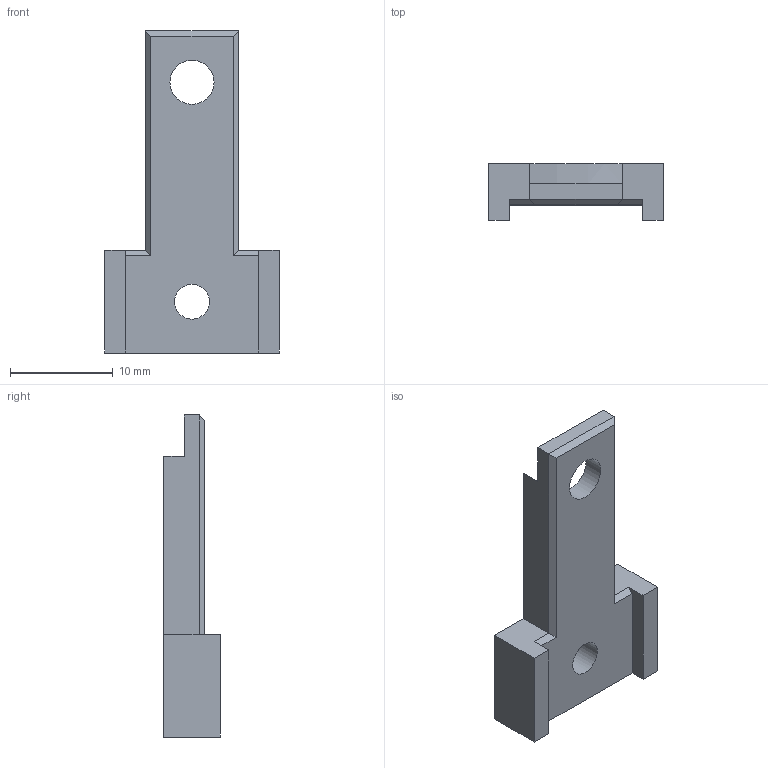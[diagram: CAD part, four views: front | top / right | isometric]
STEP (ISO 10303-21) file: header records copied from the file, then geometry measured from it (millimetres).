
FILE_DESCRIPTION(/* description */ (''),/* implementation_level */ '2;1');
FILE_NAME(/* name */ 'ELEGOO Neptune Series Leveling Sensor Adapter.step',/* time_stamp */ '2025-07-08T21:04:39+02:00',/* author */ (''),/* organization */ (''),/* preprocessor_version */ 'ST-DEVELOPER v20.1',/* originating_system */ 'Autodesk Translation Framework v14.4.0.0',/* authorisation */ '');
FILE_SCHEMA (('AUTOMOTIVE_DESIGN { 1 0 10303 214 3 1 1 }'));
Length unit declared in the file: millimetre
Products named in the file (1): Adapter Datei Gehäuse V5
Bounding box: 17 x 5.5 x 31.41 mm (x, y, z)
Volume: 1276.7 mm3; surface area: 1164.6 mm2
Topology: 1 solids, 1 shells, 23 faces, 59 edges, 38 vertices
Faces by surface type: plane 20, cylinder 2, bspline 1
Full cylindrical faces by diameter (mm): 3.4 x1, 4.3 x1
Entity records: 736 total; most frequent: CARTESIAN_POINT 142, ORIENTED_EDGE 118, DIRECTION 107, EDGE_CURVE 59, LINE 53, VECTOR 53, VERTEX_POINT 38, EDGE_LOOP 27
